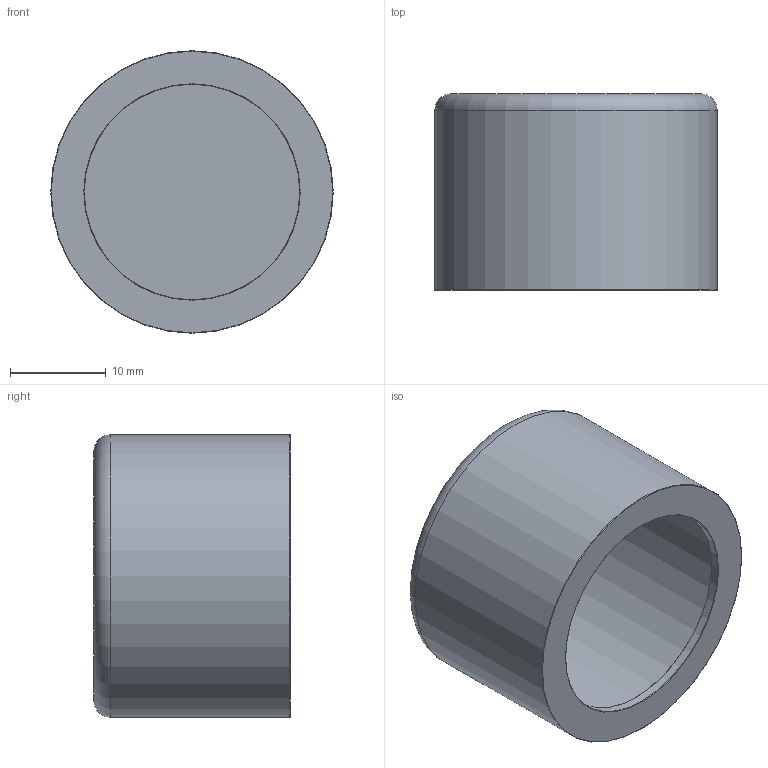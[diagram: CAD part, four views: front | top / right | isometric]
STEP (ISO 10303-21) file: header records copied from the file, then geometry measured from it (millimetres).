
FILE_DESCRIPTION(/* description */ (''),/* implementation_level */ '2;1');
FILE_NAME(/* name */ 'SB-22.SCA.stp',/* time_stamp */ '2024-12-25T13:06:10+07:00',/* author */ ('L0STik'),/* organization */ (''),/* preprocessor_version */ 'ST-DEVELOPER v18.1',/* originating_system */ 'Autodesk Inventor 2021',/* authorisation */ '');
FILE_SCHEMA (('AUTOMOTIVE_DESIGN { 1 0 10303 214 3 1 1 }'));
Length unit declared in the file: millimetre
Products named in the file (1): SB-22.SCA
Bounding box: 29.5 x 20.5 x 29.5 mm (x, y, z)
Volume: 2722.6 mm3; surface area: 5512.3 mm2
Topology: 1 solids, 1 shells, 17 faces, 37 edges, 24 vertices
Faces by surface type: torus 8, cylinder 5, plane 4
Full cylindrical faces by diameter (mm): 22.5 x2, 24.5 x1, 27.5 x1, 29.5 x1
Entity records: 528 total; most frequent: DIRECTION 105, CARTESIAN_POINT 79, ORIENTED_EDGE 74, AXIS2_PLACEMENT_3D 50, EDGE_CURVE 37, CIRCLE 32, VERTEX_POINT 24, EDGE_LOOP 19
